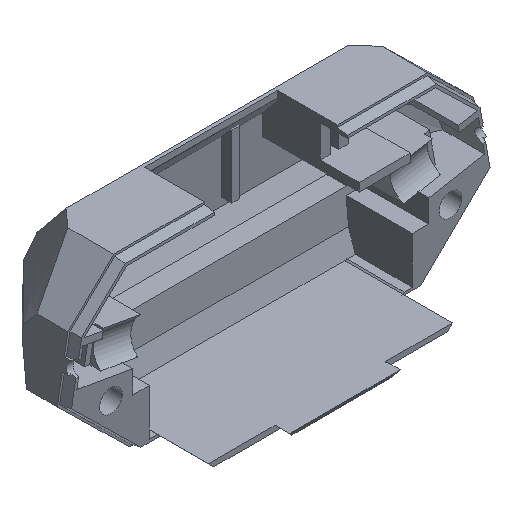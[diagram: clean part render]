
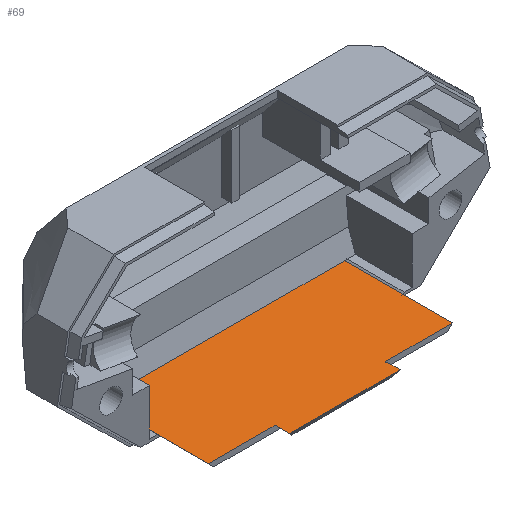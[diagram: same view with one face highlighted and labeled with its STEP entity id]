
A CAD part, isometric view. The second image highlights one B-rep face of the part: STEP entity #69.
In plain terms, the highlighted planar face has unit normal (0, 0, 1).
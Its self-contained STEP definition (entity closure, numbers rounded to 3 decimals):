
#69=ADVANCED_FACE('',(#379),#381,.T.);
#379=FACE_BOUND('',#380,.T.);
#380=EDGE_LOOP('',(#1971,#1972,#1973,#1974,#1975,#1976,#1977,#1978));
#381=PLANE('',#382);
#382=AXIS2_PLACEMENT_3D('',#383,#384,#385);
#383=CARTESIAN_POINT('',(0.,0.,-15.4));
#384=DIRECTION('',(0.,0.,1.));
#385=DIRECTION('',(-1.,0.,0.));
#1971=ORIENTED_EDGE('',*,*,#2757,.T.);
#1972=ORIENTED_EDGE('',*,*,#2756,.F.);
#1973=ORIENTED_EDGE('',*,*,#2758,.T.);
#1974=ORIENTED_EDGE('',*,*,#2759,.F.);
#1975=ORIENTED_EDGE('',*,*,#2760,.T.);
#1976=ORIENTED_EDGE('',*,*,#2761,.F.);
#1977=ORIENTED_EDGE('',*,*,#2762,.T.);
#1978=ORIENTED_EDGE('',*,*,#2750,.F.);
#2750=EDGE_CURVE('',#3143,#3145,#3146,.T.);
#2756=EDGE_CURVE('',#3155,#3150,#3157,.T.);
#2757=EDGE_CURVE('',#3143,#3150,#3158,.F.);
#2758=EDGE_CURVE('',#3155,#3159,#3160,.T.);
#2759=EDGE_CURVE('',#3161,#3159,#3162,.F.);
#2760=EDGE_CURVE('',#3161,#3163,#3164,.F.);
#2761=EDGE_CURVE('',#3165,#3163,#3166,.F.);
#2762=EDGE_CURVE('',#3165,#3145,#3167,.T.);
#3143=VERTEX_POINT('',#3795);
#3145=VERTEX_POINT('',#3799);
#3146=LINE('',#3800,#3801);
#3150=VERTEX_POINT('',#3810);
#3155=VERTEX_POINT('',#3819);
#3157=LINE('',#3823,#3824);
#3158=LINE('',#3826,#3827);
#3159=VERTEX_POINT('',#3829);
#3160=LINE('',#3830,#3831);
#3161=VERTEX_POINT('',#3833);
#3162=LINE('',#3834,#3835);
#3163=VERTEX_POINT('',#3837);
#3164=LINE('',#3838,#3839);
#3165=VERTEX_POINT('',#3841);
#3166=LINE('',#3842,#3843);
#3167=LINE('',#3845,#3846);
#3795=CARTESIAN_POINT('',(36.634,19.041,-15.4));
#3799=CARTESIAN_POINT('',(36.634,-14.7,-15.4));
#3800=CARTESIAN_POINT('',(36.634,19.041,-15.4));
#3801=VECTOR('',#3802,1.);
#3802=DIRECTION('',(0.,-1.,0.));
#3810=CARTESIAN_POINT('',(-36.634,19.041,-15.4));
#3819=CARTESIAN_POINT('',(-36.634,-14.7,-15.4));
#3823=CARTESIAN_POINT('',(-36.634,-14.7,-15.4));
#3824=VECTOR('',#3825,1.);
#3825=DIRECTION('',(0.,1.,0.));
#3826=CARTESIAN_POINT('',(-36.634,19.041,-15.4));
#3827=VECTOR('',#3828,1.);
#3828=DIRECTION('',(1.,0.,0.));
#3829=CARTESIAN_POINT('',(-16.634,-14.7,-15.4));
#3830=CARTESIAN_POINT('',(-36.634,-14.7,-15.4));
#3831=VECTOR('',#3832,1.);
#3832=DIRECTION('',(1.,0.,0.));
#3833=CARTESIAN_POINT('',(-16.634,-19.041,-15.4));
#3834=CARTESIAN_POINT('',(-16.634,-14.7,-15.4));
#3835=VECTOR('',#3836,1.);
#3836=DIRECTION('',(0.,-1.,0.));
#3837=CARTESIAN_POINT('',(16.634,-19.041,-15.4));
#3838=CARTESIAN_POINT('',(16.634,-19.041,-15.4));
#3839=VECTOR('',#3840,1.);
#3840=DIRECTION('',(-1.,0.,0.));
#3841=CARTESIAN_POINT('',(16.634,-14.7,-15.4));
#3842=CARTESIAN_POINT('',(16.634,-19.041,-15.4));
#3843=VECTOR('',#3844,1.);
#3844=DIRECTION('',(0.,1.,0.));
#3845=CARTESIAN_POINT('',(16.634,-14.7,-15.4));
#3846=VECTOR('',#3847,1.);
#3847=DIRECTION('',(1.,0.,0.));
